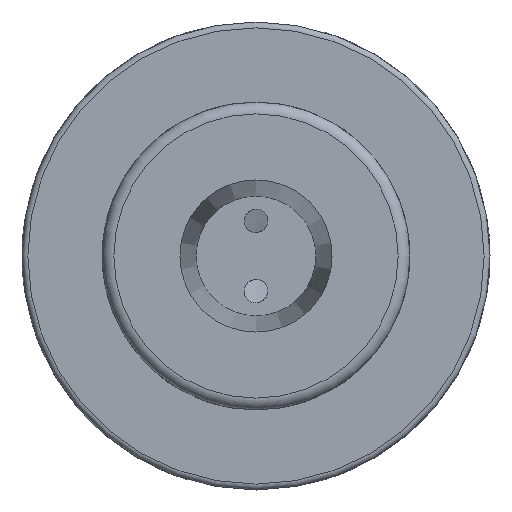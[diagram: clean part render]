
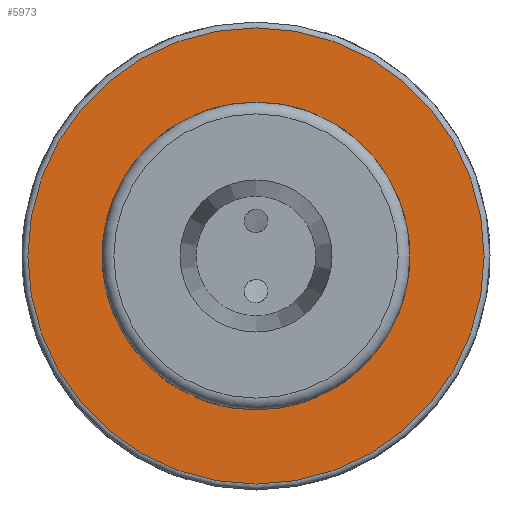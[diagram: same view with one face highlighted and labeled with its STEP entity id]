
A CAD part, left-side view. The second image highlights one B-rep face of the part: STEP entity #5973.
In plain terms, the highlighted planar face has unit normal (-1, 0, 0).
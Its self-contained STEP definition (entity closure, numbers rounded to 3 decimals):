
#5942=CARTESIAN_POINT('',(-15.,0.0,9.5));
#5943=VERTEX_POINT('',#5942);
#5944=CARTESIAN_POINT('',(-15.,0.0,0.0));
#5945=DIRECTION('',(1.0,0.0,0.0));
#5946=DIRECTION('',(0.0,0.0,1.0));
#5947=AXIS2_PLACEMENT_3D('',#5944,#5945,#5946);
#5948=CIRCLE('',#5947,9.5);
#5949=EDGE_CURVE('',#5943,#5943,#5948,.T.);
#5954=CARTESIAN_POINT('',(-15.,0.0,14.5));
#5955=DIRECTION('',(1.0,0.0,0.0));
#5956=DIRECTION('',(0.0,0.0,-1.0));
#5957=AXIS2_PLACEMENT_3D('',#5954,#5955,#5956);
#5958=PLANE('',#5957);
#5959=CARTESIAN_POINT('',(-15.,0.0,19.5));
#5960=VERTEX_POINT('',#5959);
#5961=CARTESIAN_POINT('',(-15.,0.0,0.0));
#5962=DIRECTION('',(1.0,0.0,0.0));
#5963=DIRECTION('',(0.0,0.0,1.0));
#5964=AXIS2_PLACEMENT_3D('',#5961,#5962,#5963);
#5965=CIRCLE('',#5964,19.5);
#5966=EDGE_CURVE('',#5960,#5960,#5965,.T.);
#5967=ORIENTED_EDGE('',*,*,#5966,.F.);
#5968=EDGE_LOOP('',(#5967));
#5969=FACE_OUTER_BOUND('',#5968,.T.);
#5970=ORIENTED_EDGE('',*,*,#5949,.T.);
#5971=EDGE_LOOP('',(#5970));
#5972=FACE_BOUND('',#5971,.T.);
#5973=ADVANCED_FACE('',(#5969,#5972),#5958,.F.);
